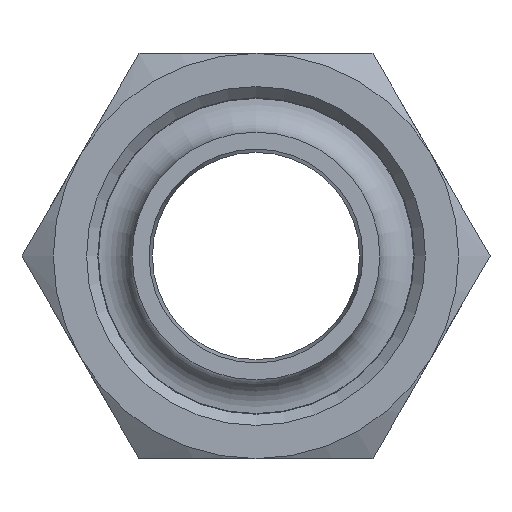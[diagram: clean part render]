
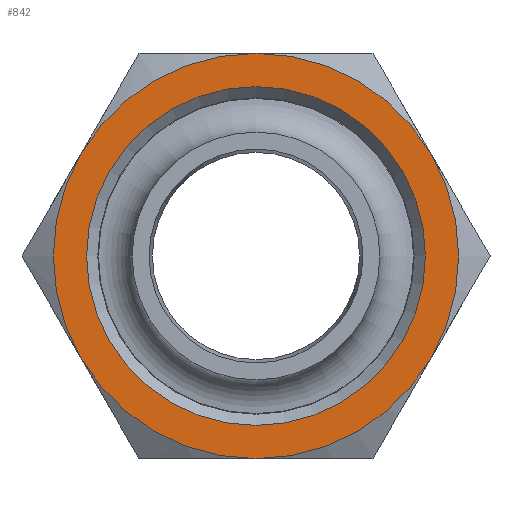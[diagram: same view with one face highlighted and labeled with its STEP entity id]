
A CAD part, left-side view. The second image highlights one B-rep face of the part: STEP entity #842.
In plain terms, the highlighted planar face has unit normal (-1, 0, 0).
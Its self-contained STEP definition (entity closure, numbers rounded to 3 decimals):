
#102=PLANE($,#917);
#134=FACE_BOUND($,#231,.T.);
#167=FACE_OUTER_BOUND($,#230,.T.);
#230=EDGE_LOOP($,(#561,#562,#563,#564,#565,#566));
#231=EDGE_LOOP($,(#567));
#321=CIRCLE($,#914,15.05);
#323=CIRCLE($,#918,18.);
#324=CIRCLE($,#919,18.);
#325=CIRCLE($,#920,18.);
#326=CIRCLE($,#921,18.);
#327=CIRCLE($,#922,18.);
#328=CIRCLE($,#923,18.);
#372=VERTEX_POINT($,#1296);
#374=VERTEX_POINT($,#1302);
#375=VERTEX_POINT($,#1303);
#376=VERTEX_POINT($,#1305);
#377=VERTEX_POINT($,#1307);
#378=VERTEX_POINT($,#1309);
#379=VERTEX_POINT($,#1311);
#447=EDGE_CURVE($,#372,#372,#321,.T.);
#449=EDGE_CURVE($,#374,#375,#323,.T.);
#450=EDGE_CURVE($,#376,#374,#324,.T.);
#451=EDGE_CURVE($,#377,#376,#325,.T.);
#452=EDGE_CURVE($,#378,#377,#326,.T.);
#453=EDGE_CURVE($,#379,#378,#327,.T.);
#454=EDGE_CURVE($,#375,#379,#328,.T.);
#561=ORIENTED_EDGE($,*,*,#449,.F.);
#562=ORIENTED_EDGE($,*,*,#450,.F.);
#563=ORIENTED_EDGE($,*,*,#451,.F.);
#564=ORIENTED_EDGE($,*,*,#452,.F.);
#565=ORIENTED_EDGE($,*,*,#453,.F.);
#566=ORIENTED_EDGE($,*,*,#454,.F.);
#567=ORIENTED_EDGE($,*,*,#447,.F.);
#842=ADVANCED_FACE($,(#167,#134),#102,.T.);
#914=AXIS2_PLACEMENT_3D($,#1297,#1040,#1041);
#917=AXIS2_PLACEMENT_3D($,#1301,#1046,#1047);
#918=AXIS2_PLACEMENT_3D($,#1304,#1048,#1049);
#919=AXIS2_PLACEMENT_3D($,#1306,#1050,#1051);
#920=AXIS2_PLACEMENT_3D($,#1308,#1052,#1053);
#921=AXIS2_PLACEMENT_3D($,#1310,#1054,#1055);
#922=AXIS2_PLACEMENT_3D($,#1312,#1056,#1057);
#923=AXIS2_PLACEMENT_3D($,#1313,#1058,#1059);
#1040=DIRECTION('center_axis',(-1.,0.,0.));
#1041=DIRECTION('ref_axis',(0.,0.,1.));
#1046=DIRECTION('center_axis',(-1.,0.,0.));
#1047=DIRECTION('ref_axis',(0.,0.,1.));
#1048=DIRECTION('center_axis',(1.,0.,0.));
#1049=DIRECTION('ref_axis',(0.,1.,0.));
#1050=DIRECTION('center_axis',(1.,0.,0.));
#1051=DIRECTION('ref_axis',(0.,1.,0.));
#1052=DIRECTION('center_axis',(1.,0.,0.));
#1053=DIRECTION('ref_axis',(0.,1.,0.));
#1054=DIRECTION('center_axis',(1.,0.,0.));
#1055=DIRECTION('ref_axis',(0.,1.,0.));
#1056=DIRECTION('center_axis',(1.,0.,0.));
#1057=DIRECTION('ref_axis',(0.,1.,0.));
#1058=DIRECTION('center_axis',(1.,0.,0.));
#1059=DIRECTION('ref_axis',(0.,1.,0.));
#1296=CARTESIAN_POINT('',(0.,0.,
-15.05));
#1297=CARTESIAN_POINT('Origin',(0.,0.,
0.));
#1301=CARTESIAN_POINT('Origin',(0.,9.,0.));
#1302=CARTESIAN_POINT('',(0.,15.588,9.));
#1303=CARTESIAN_POINT('',(0.,0.,
18.));
#1304=CARTESIAN_POINT('Origin',(0.,0.,
0.));
#1305=CARTESIAN_POINT('',(0.,15.588,-9.));
#1306=CARTESIAN_POINT('Origin',(0.,0.,
0.));
#1307=CARTESIAN_POINT('',(0.,0.,
-18.));
#1308=CARTESIAN_POINT('Origin',(0.,0.,
0.));
#1309=CARTESIAN_POINT('',(0.,-15.588,-9.));
#1310=CARTESIAN_POINT('Origin',(0.,0.,
0.));
#1311=CARTESIAN_POINT('',(0.,-15.588,9.));
#1312=CARTESIAN_POINT('Origin',(0.,0.,
0.));
#1313=CARTESIAN_POINT('Origin',(0.,0.,
0.));
